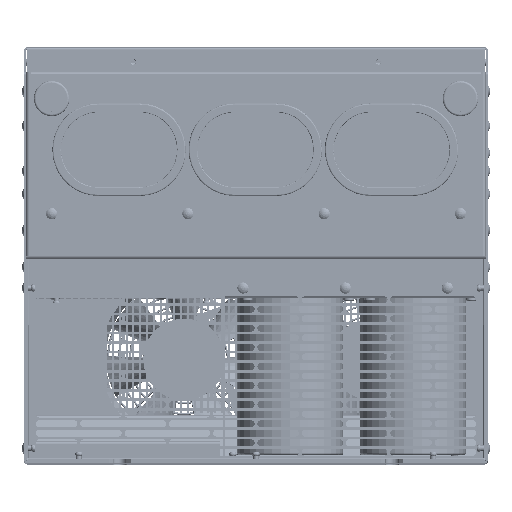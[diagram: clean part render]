
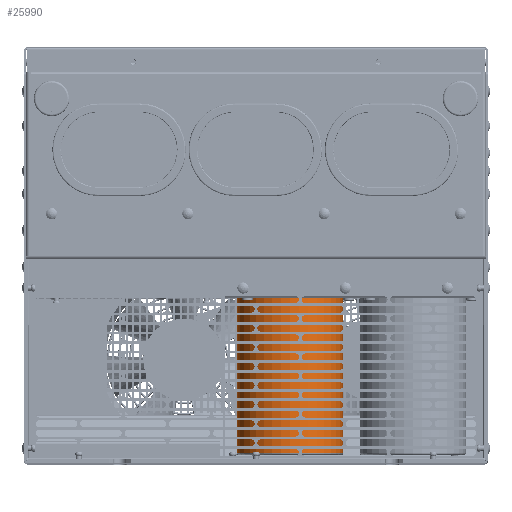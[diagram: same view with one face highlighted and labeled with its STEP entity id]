
A CAD part, top view. The second image highlights one B-rep face of the part: STEP entity #25990.
In plain terms, the highlighted cylindrical face has radius 39 mm (diameter 78 mm), a partial arc.
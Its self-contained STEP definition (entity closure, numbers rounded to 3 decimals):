
#25094=CARTESIAN_POINT('',(25.,161.5,201.));
#25095=DIRECTION('',(0.,-1.,0.));
#25096=DIRECTION('',(1.,0.,0.));
#25097=AXIS2_PLACEMENT_3D('',#25094,#25095,#25096);
#25102=CARTESIAN_POINT('',(25.,161.5,201.));
#25103=DIRECTION('',(0.,-1.,0.));
#25104=DIRECTION('',(-1.,0.,0.007));
#25105=AXIS2_PLACEMENT_3D('',#25102,#25103,#25104);
#25118=DIRECTION('',(0.,-1.,0.));
#25119=VECTOR('',#25118,154.);
#25120=CARTESIAN_POINT('',(64.,161.5,201.));
#25121=LINE('',#25120,#25119);
#25125=DIRECTION('',(0.,-1.,0.));
#25126=VECTOR('',#25125,154.);
#25127=CARTESIAN_POINT('',(-14.,161.5,201.));
#25128=LINE('',#25127,#25126);
#25800=CARTESIAN_POINT('',(25.,7.5,201.));
#25801=DIRECTION('',(0.,1.,0.));
#25802=DIRECTION('',(-1.,0.,0.));
#25803=AXIS2_PLACEMENT_3D('',#25800,#25801,#25802);
#25808=CARTESIAN_POINT('',(25.,7.5,201.));
#25809=DIRECTION('',(0.,1.,0.));
#25810=DIRECTION('',(-1.,0.,0.011));
#25811=AXIS2_PLACEMENT_3D('',#25808,#25809,#25810);
#25824=CARTESIAN_POINT('',(64.,161.5,201.));
#25825=CARTESIAN_POINT('',(-13.999,161.5,201.29));
#25826=VERTEX_POINT('',#25824);
#25827=VERTEX_POINT('',#25825);
#25828=CARTESIAN_POINT('',(-14.,161.5,201.));
#25829=VERTEX_POINT('',#25828);
#25834=CARTESIAN_POINT('',(64.,7.5,201.));
#25835=VERTEX_POINT('',#25834);
#25836=CARTESIAN_POINT('',(-13.998,7.5,201.428));
#25837=VERTEX_POINT('',#25836);
#25838=CARTESIAN_POINT('',(-14.,7.5,201.));
#25839=VERTEX_POINT('',#25838);
#25973=CARTESIAN_POINT('',(25.,6.,201.));
#25974=DIRECTION('',(0.,1.,0.));
#25975=DIRECTION('',(1.,0.,0.));
#25976=AXIS2_PLACEMENT_3D('',#25973,#25974,#25975);
#25977=CYLINDRICAL_SURFACE('',#25976,39.);
#25978=ORIENTED_EDGE('',*,*,#25955,.F.);
#25979=ORIENTED_EDGE('',*,*,#25953,.F.);
#25981=ORIENTED_EDGE('',*,*,#25980,.T.);
#25983=ORIENTED_EDGE('',*,*,#25982,.F.);
#25985=ORIENTED_EDGE('',*,*,#25984,.F.);
#25987=ORIENTED_EDGE('',*,*,#25986,.F.);
#25988=EDGE_LOOP('',(#25978,#25979,#25981,#25983,#25985,#25987));
#25989=FACE_OUTER_BOUND('',#25988,.F.);
#25098=CIRCLE('',#25097,39.);
#25106=CIRCLE('',#25105,39.);
#25804=CIRCLE('',#25803,39.);
#25812=CIRCLE('',#25811,39.);
#25953=EDGE_CURVE('',#25826,#25827,#25098,.T.);
#25955=EDGE_CURVE('',#25827,#25829,#25106,.T.);
#25980=EDGE_CURVE('',#25826,#25835,#25121,.T.);
#25982=EDGE_CURVE('',#25837,#25835,#25812,.T.);
#25984=EDGE_CURVE('',#25839,#25837,#25804,.T.);
#25986=EDGE_CURVE('',#25829,#25839,#25128,.T.);
#25990=ADVANCED_FACE('',(#25989),#25977,.T.);
